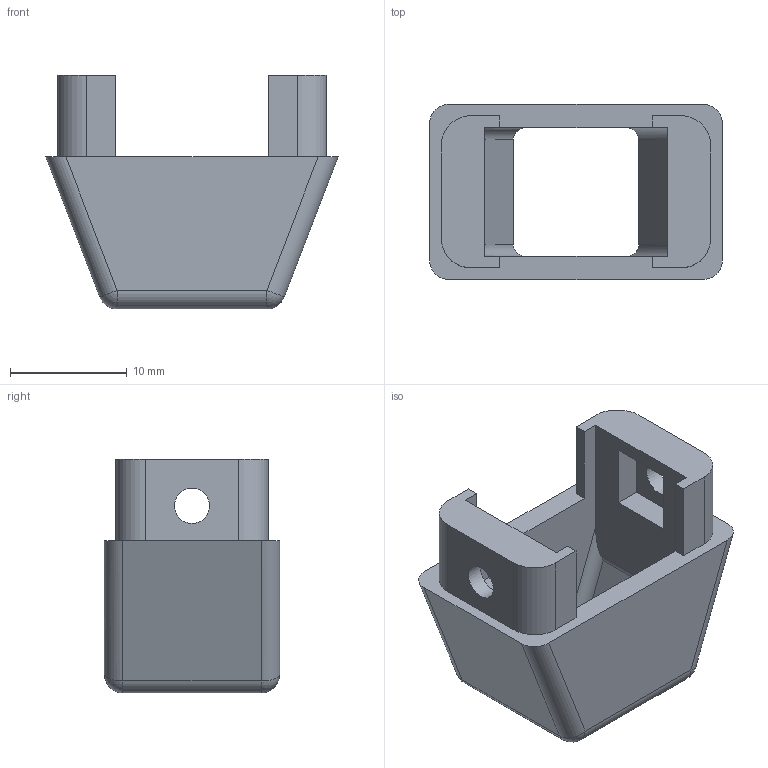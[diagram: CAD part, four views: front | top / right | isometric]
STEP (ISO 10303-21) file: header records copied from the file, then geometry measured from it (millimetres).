
FILE_DESCRIPTION(/* description */ (''),/* implementation_level */ '2;1');
FILE_NAME(/* name */ 'lower cap.step',/* time_stamp */ '2024-09-04T04:59:06+08:00',/* author */ (''),/* organization */ (''),/* preprocessor_version */ 'ST-DEVELOPER v20',/* originating_system */ 'Autodesk Translation Framework v13.14.0.145',/* authorisation */ '');
FILE_SCHEMA (('AUTOMOTIVE_DESIGN { 1 0 10303 214 3 1 1 }'));
Length unit declared in the file: millimetre
Products named in the file (1): lower cap
Bounding box: 25 x 15 x 20 mm (x, y, z)
Volume: 2295.6 mm3; surface area: 2443.8 mm2
Topology: 1 solids, 1 shells, 58 faces, 150 edges, 96 vertices
Faces by surface type: plane 34, cylinder 20, sphere 4
Full cylindrical faces by diameter (mm): 3 x2
Entity records: 1803 total; most frequent: DIRECTION 308, CARTESIAN_POINT 305, ORIENTED_EDGE 300, EDGE_CURVE 150, LINE 110, VECTOR 110, AXIS2_PLACEMENT_3D 99, VERTEX_POINT 96
